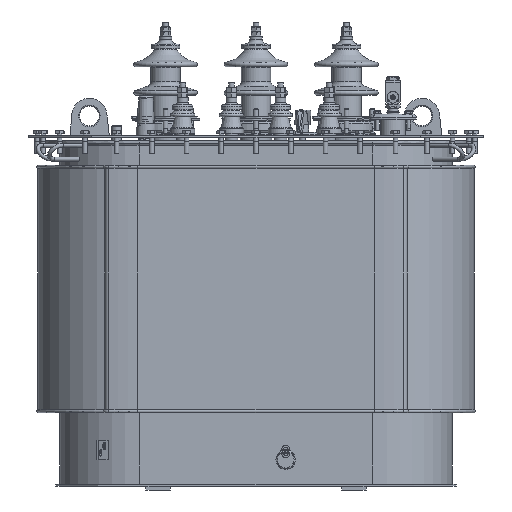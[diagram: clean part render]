
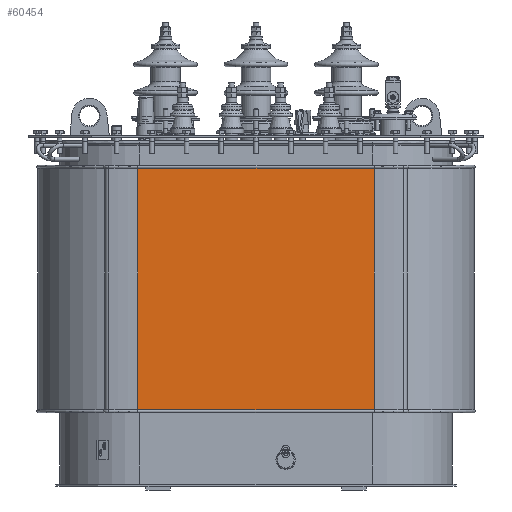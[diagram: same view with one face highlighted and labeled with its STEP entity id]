
A CAD part, front view. The second image highlights one B-rep face of the part: STEP entity #60454.
In plain terms, the highlighted planar face has unit normal (0, -1, 0).
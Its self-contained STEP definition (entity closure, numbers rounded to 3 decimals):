
#6812=LINE('',#110713,#10762);
#6813=LINE('',#110716,#10763);
#6814=LINE('',#110718,#10764);
#6815=LINE('',#110719,#10765);
#10762=VECTOR('',#79195,500.);
#10763=VECTOR('',#79198,483.);
#10764=VECTOR('',#79199,483.);
#10765=VECTOR('',#79200,500.);
#12630=PLANE('',#65459);
#19337=FACE_OUTER_BOUND('',#24209,.T.);
#24209=EDGE_LOOP('',(#53057,#53058,#53059,#53060));
#30056=VERTEX_POINT('',#110709);
#30057=VERTEX_POINT('',#110711);
#30058=VERTEX_POINT('',#110715);
#30059=VERTEX_POINT('',#110717);
#37706=EDGE_CURVE('',#30056,#30057,#6812,.T.);
#37707=EDGE_CURVE('',#30056,#30058,#6813,.T.);
#37708=EDGE_CURVE('',#30059,#30057,#6814,.T.);
#37709=EDGE_CURVE('',#30058,#30059,#6815,.T.);
#53057=ORIENTED_EDGE('',*,*,#37707,.F.);
#53058=ORIENTED_EDGE('',*,*,#37706,.T.);
#53059=ORIENTED_EDGE('',*,*,#37708,.F.);
#53060=ORIENTED_EDGE('',*,*,#37709,.F.);
#60454=ADVANCED_FACE('',(#19337),#12630,.T.);
#65459=AXIS2_PLACEMENT_3D('',#110714,#79196,#79197);
#79195=DIRECTION('',(0.,0.,1.));
#79196=DIRECTION('center_axis',(0.,-1.,0.));
#79197=DIRECTION('ref_axis',(1.,0.,0.));
#79198=DIRECTION('',(-1.,0.,0.));
#79199=DIRECTION('',(1.,0.,0.));
#79200=DIRECTION('',(0.,0.,1.));
#110709=CARTESIAN_POINT('',(241.5,-334.5,149.));
#110711=CARTESIAN_POINT('',(241.5,-334.5,649.));
#110713=CARTESIAN_POINT('',(241.5,-334.5,149.));
#110714=CARTESIAN_POINT('Origin',(-241.5,-334.5,149.));
#110715=CARTESIAN_POINT('',(-241.5,-334.5,149.));
#110716=CARTESIAN_POINT('',(241.5,-334.5,149.));
#110717=CARTESIAN_POINT('',(-241.5,-334.5,649.));
#110718=CARTESIAN_POINT('',(241.5,-334.5,649.));
#110719=CARTESIAN_POINT('',(-241.5,-334.5,149.));
